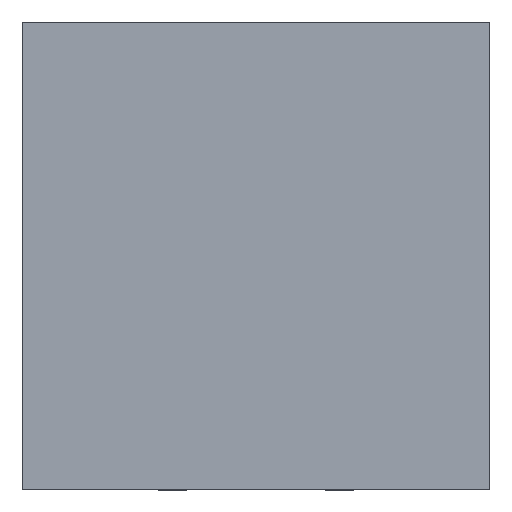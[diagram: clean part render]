
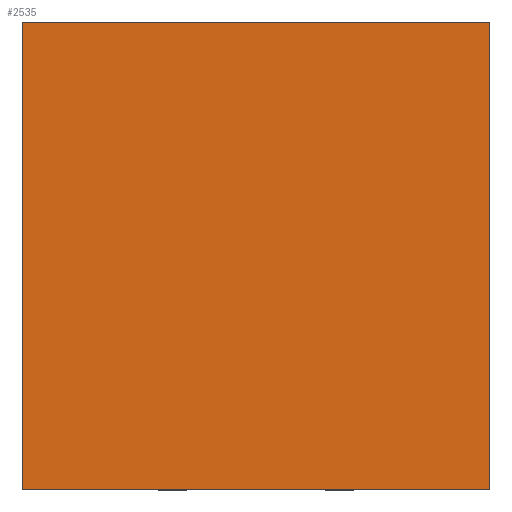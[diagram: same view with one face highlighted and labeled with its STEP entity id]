
A CAD part, top view. The second image highlights one B-rep face of the part: STEP entity #2535.
In plain terms, the highlighted face is planar.
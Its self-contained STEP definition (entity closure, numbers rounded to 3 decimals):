
#844=DIRECTION('',(0.,0.,1.));
#845=VECTOR('',#844,3.3);
#846=CARTESIAN_POINT('',(-1.65,1.,-1.65));
#847=LINE('',#846,#845);
#851=DIRECTION('',(-1.,0.,0.));
#852=VECTOR('',#851,3.3);
#853=CARTESIAN_POINT('',(1.65,1.,-1.65));
#854=LINE('',#853,#852);
#858=DIRECTION('',(0.,0.,-1.));
#859=VECTOR('',#858,3.3);
#860=CARTESIAN_POINT('',(1.65,1.,1.65));
#861=LINE('',#860,#859);
#865=DIRECTION('',(1.,0.,0.));
#866=VECTOR('',#865,3.3);
#867=CARTESIAN_POINT('',(-1.65,1.,1.65));
#868=LINE('',#867,#866);
#1838=CARTESIAN_POINT('',(-1.65,1.,-1.65));
#1839=CARTESIAN_POINT('',(-1.65,1.,1.65));
#1840=VERTEX_POINT('',#1838);
#1841=VERTEX_POINT('',#1839);
#1842=CARTESIAN_POINT('',(1.65,1.,1.65));
#1843=VERTEX_POINT('',#1842);
#1844=CARTESIAN_POINT('',(1.65,1.,-1.65));
#1845=VERTEX_POINT('',#1844);
#2524=CARTESIAN_POINT('',(0.,1.,0.));
#2525=DIRECTION('',(0.,1.,0.));
#2526=DIRECTION('',(1.,0.,0.));
#2527=AXIS2_PLACEMENT_3D('',#2524,#2525,#2526);
#2528=PLANE('',#2527);
#2529=ORIENTED_EDGE('',*,*,#2342,.F.);
#2530=ORIENTED_EDGE('',*,*,#2385,.F.);
#2531=ORIENTED_EDGE('',*,*,#2413,.F.);
#2532=ORIENTED_EDGE('',*,*,#2464,.F.);
#2533=EDGE_LOOP('',(#2529,#2530,#2531,#2532));
#2534=FACE_OUTER_BOUND('',#2533,.F.);
#2342=EDGE_CURVE('',#1840,#1841,#847,.T.);
#2385=EDGE_CURVE('',#1845,#1840,#854,.T.);
#2413=EDGE_CURVE('',#1843,#1845,#861,.T.);
#2464=EDGE_CURVE('',#1841,#1843,#868,.T.);
#2535=ADVANCED_FACE('',(#2534),#2528,.T.);
